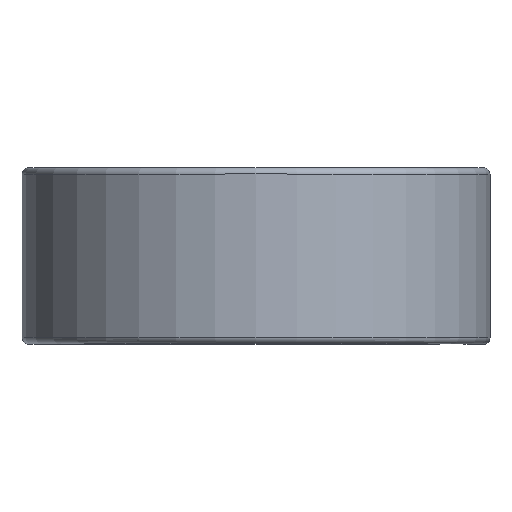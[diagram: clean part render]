
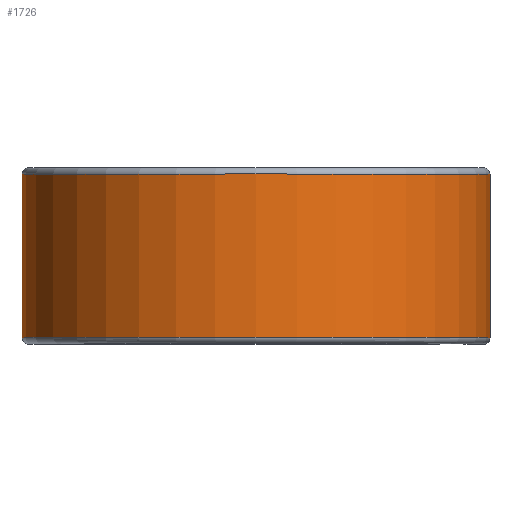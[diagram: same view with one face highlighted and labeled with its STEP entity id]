
A CAD part, top view. The second image highlights one B-rep face of the part: STEP entity #1726.
In plain terms, the highlighted cylindrical face has radius 27.407 mm (diameter 54.813 mm), a partial arc.
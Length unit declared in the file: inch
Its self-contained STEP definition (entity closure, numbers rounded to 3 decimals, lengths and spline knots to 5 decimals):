
#21 = ORIENTED_EDGE ( 'NONE', *, *, #1076, .F. ) ;
#51 = CARTESIAN_POINT ( 'NONE',  ( 0., 0.375, 0. ) ) ;
#184 = AXIS2_PLACEMENT_3D ( 'NONE', #594, #1915, #774 ) ;
#204 = CIRCLE ( 'NONE', #2453, 1.079 ) ;
#233 = VERTEX_POINT ( 'NONE', #1417 ) ;
#255 = DIRECTION ( 'NONE',  ( 0., -1., 0. ) ) ;
#264 = DIRECTION ( 'NONE',  ( 0., -1., 0. ) ) ;
#374 = EDGE_CURVE ( 'NONE', #1500, #233, #1152, .T. ) ;
#390 = VERTEX_POINT ( 'NONE', #1848 ) ;
#457 = EDGE_CURVE ( 'NONE', #985, #390, #1123, .T. ) ;
#459 = ORIENTED_EDGE ( 'NONE', *, *, #1535, .T. ) ;
#502 = FACE_OUTER_BOUND ( 'NONE', #2128, .T. ) ;
#594 = CARTESIAN_POINT ( 'NONE',  ( 0., 0.37625, 0. ) ) ;
#774 = DIRECTION ( 'NONE',  ( 0., 0., -1. ) ) ;
#791 = ORIENTED_EDGE ( 'NONE', *, *, #457, .F. ) ;
#818 = VECTOR ( 'NONE', #1836, 39.37008 ) ;
#882 = CYLINDRICAL_SURFACE ( 'NONE', #2131, 1.079 ) ;
#985 = VERTEX_POINT ( 'NONE', #1669 ) ;
#1076 = EDGE_CURVE ( 'NONE', #1500, #985, #204, .T. ) ;
#1123 = LINE ( 'NONE', #2433, #1214 ) ;
#1142 = CARTESIAN_POINT ( 'NONE',  ( 1.079, -0.37625, 0. ) ) ;
#1152 = LINE ( 'NONE', #1817, #818 ) ;
#1214 = VECTOR ( 'NONE', #2418, 39.37008 ) ;
#1269 = CARTESIAN_POINT ( 'NONE',  ( 0., -0.37625, 0. ) ) ;
#1417 = CARTESIAN_POINT ( 'NONE',  ( 1.079, 0.37625, 0. ) ) ;
#1500 = VERTEX_POINT ( 'NONE', #1142 ) ;
#1535 = EDGE_CURVE ( 'NONE', #233, #390, #1575, .T. ) ;
#1575 = CIRCLE ( 'NONE', #184, 1.079 ) ;
#1607 = DIRECTION ( 'NONE',  ( 0., 0., -1. ) ) ;
#1669 = CARTESIAN_POINT ( 'NONE',  ( 0., -0.37625, -1.079 ) ) ;
#1726 = ADVANCED_FACE ( 'NONE', ( #502 ), #882, .T. ) ;
#1817 = CARTESIAN_POINT ( 'NONE',  ( 1.079, 0.37625, 0. ) ) ;
#1836 = DIRECTION ( 'NONE',  ( 0., 1., 0. ) ) ;
#1848 = CARTESIAN_POINT ( 'NONE',  ( 0., 0.37625, -1.079 ) ) ;
#1896 = ORIENTED_EDGE ( 'NONE', *, *, #374, .T. ) ;
#1915 = DIRECTION ( 'NONE',  ( 0., -1., 0. ) ) ;
#1978 = DIRECTION ( 'NONE',  ( 0., 0., -1. ) ) ;
#2128 = EDGE_LOOP ( 'NONE', ( #1896, #459, #791, #21 ) ) ;
#2131 = AXIS2_PLACEMENT_3D ( 'NONE', #51, #264, #1607 ) ;
#2418 = DIRECTION ( 'NONE',  ( 0., 1., 0. ) ) ;
#2433 = CARTESIAN_POINT ( 'NONE',  ( 0., 0.37625, -1.079 ) ) ;
#2453 = AXIS2_PLACEMENT_3D ( 'NONE', #1269, #255, #1978 ) ;
